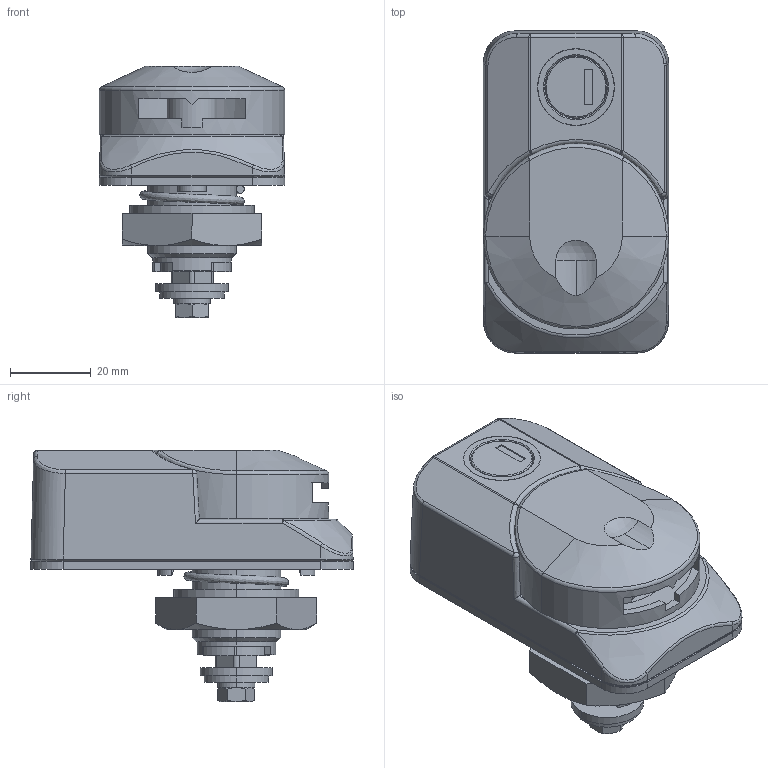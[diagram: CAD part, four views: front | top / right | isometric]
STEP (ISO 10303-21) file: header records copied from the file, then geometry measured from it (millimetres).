
FILE_DESCRIPTION (( 'STEP AP203' ), '1' );
FILE_NAME ('A-316-CY-3.STEP', '2020-01-28T02:46:49', ( '' ), ( '' ), 'SwSTEP 2.0', 'SolidWorks 2018', '' );
FILE_SCHEMA (( 'CONFIG_CONTROL_DESIGN' ));
Length unit declared in the file: millimetre
Products named in the file (13): A-316-CY-3_平座金_; A-316-CY-3_角ワッシャー_; A-316-CY-3_ハンドルカバー_; A-316-CY-3_十字穴付皿小ねじ_内径基準ver1.02__M4x12十字穴付小頭皿小ねじ(鉄)サッシビス; A-316-CY-3_パッキン_; A-316-CY-3_回転ストッパー_; A-316-CY-3_六角ナット_; A-316-CY-3_六角ボルト_内径基準ver1.03__M5x14十字穴付六角ボルト(鉄)SWシングルセムス(P2); A-316-CY-3_本体_; A-316-CY-3; A-316-CY-3_TAK60-4-2_; A-316-CY-3_ローターケース_TAK60_; A-316-CY-3_リングワッシャー_
Assembly tree (13 placements, depth 2):
  A-316-CY-3
    A-316-CY-3_本体_
    A-316-CY-3_ハンドルカバー_
    A-316-CY-3_ローターケース_TAK60_
    A-316-CY-3_六角ナット_
    A-316-CY-3_リングワッシャー_
    A-316-CY-3_パッキン_
    A-316-CY-3_十字穴付皿小ねじ_内径基準ver1.02__M4x12十字穴付小頭皿小ねじ(鉄)サッシビス  x2
    A-316-CY-3_角ワッシャー_
    A-316-CY-3_六角ボルト_内径基準ver1.03__M5x14十字穴付六角ボルト(鉄)SWシングルセムス(P2)
    A-316-CY-3_回転ストッパー_
    A-316-CY-3_平座金_
    A-316-CY-3_TAK60-4-2_
Bounding box: 46 x 80 x 62.4 mm (x, y, z)
Volume: 93714.2 mm3; surface area: 45558 mm2
Topology: 13 solids, 13 shells, 495 faces, 1222 edges, 775 vertices
Faces by surface type: plane 222, cylinder 182, cone 54, bspline 22, sphere 9, torus 6
Entity records: 16074 total; most frequent: CARTESIAN_POINT 3796, DIRECTION 2337, ORIENTED_EDGE 2248, EDGE_CURVE 1124, AXIS2_PLACEMENT_3D 876, VERTEX_POINT 715, LINE 585, VECTOR 585
